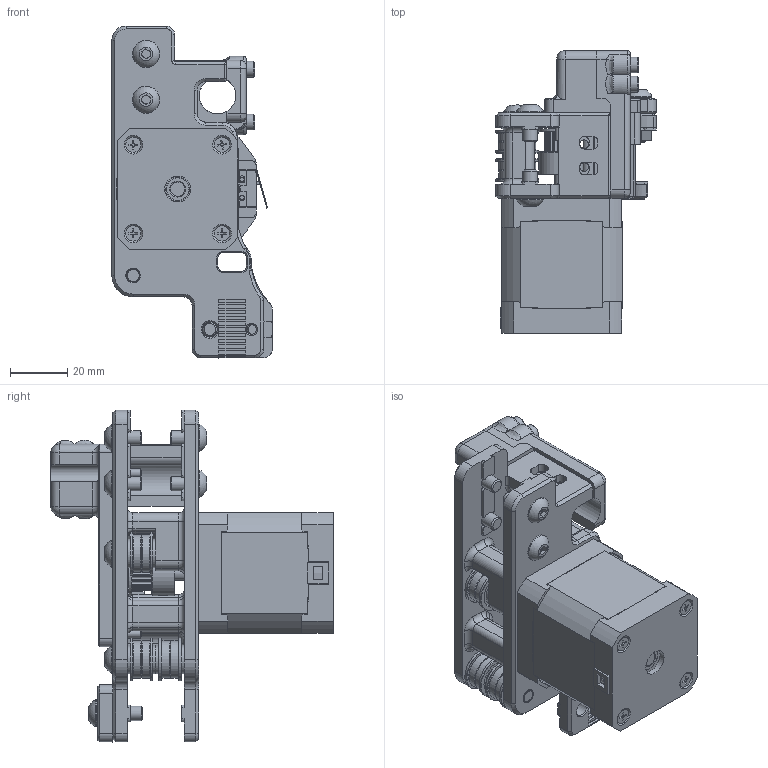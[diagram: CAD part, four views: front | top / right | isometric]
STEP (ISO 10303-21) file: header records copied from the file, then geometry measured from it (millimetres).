
FILE_DESCRIPTION(/* description */ (''),/* implementation_level */ '2;1');
FILE_NAME(/* name */ 'Rear_Umbilical.step',/* time_stamp */ '2022-04-22T06:49:45+02:00',/* author */ (''),/* organization */ (''),/* preprocessor_version */ 'ST-DEVELOPER v18.1',/* originating_system */ 'Autodesk Translation Framework v10.14.0.1471',/* authorisation */ '');
FILE_SCHEMA (('AUTOMOTIVE_DESIGN { 1 0 10303 214 3 1 1 }'));
Products named in the file (22): VORON2.4_Rear_Umbilical; M5x10 BHCS (5); M5x16 BHCS (4); Z Belt Clamp Upper (3); NEMA17 Black (1); A Drive Frame; chain_retainer_bracket; M3 Hext Nut (1); M3x30 SHCS (5); GT2 20T 6mm (1); Idler Assembly (3); Idler Assembly (3)_1; Idler Assembly (3)_2; M5 1mm Spacer (4); F695 ZZ (3); M5x30 BHCS (5); M3 Threaded Insert (1) (6); M3x12 SHCS (1) (2); Rear_Umbilical; M3x10 SHCS (5) (1); Optional Y Endstop Mounting; KW10 Microswitch Endstop
Assembly tree (41 placements, depth 4):
  VORON2.4_Rear_Umbilical
    M5x10 BHCS (5)  x4
    M5x16 BHCS (4)  x2
    Z Belt Clamp Upper (3)
    NEMA17 Black (1)
    A Drive Frame
      chain_retainer_bracket
        M3 Hext Nut (1)  x2
    M5x30 BHCS (5)  x2
    M3x30 SHCS (5)  x3
    GT2 20T 6mm (1)
    Idler Assembly (3)
      M5 1mm Spacer (4)  x2
      F695 ZZ (3)  x2
    Idler Assembly (3)_1
      M5 1mm Spacer (4)  x2
      F695 ZZ (3)  x2
    Idler Assembly (3)_2
      M5 1mm Spacer (4)  x2
      F695 ZZ (3)  x2
    M3 Threaded Insert (1) (6)  x2
    M3x12 SHCS (1) (2)  x2
    Rear_Umbilical
      M3x10 SHCS (5) (1)
    Optional Y Endstop Mounting
      KW10 Microswitch Endstop
Bounding box: 56.05 x 98.7 x 116 mm (x, y, z)
Volume: 126287.1 mm3; surface area: 89715.9 mm2
Topology: 46 solids, 46 shells, 3247 faces, 9581 edges, 6193 vertices
Faces by surface type: plane 1472, cylinder 1167, cone 290, bspline 211, torus 96, sphere 11
Full cylindrical faces by diameter (mm): 0.4 x3, 1.2 x3, 1.5 x2, 2 x1, 2.464 x4, 2.5 x8, 2.9 x2, 2.997 x4, 3 x15, 3.2 x6, 3.4 x5, 3.5 x4, 4.2 x2, 4.25 x2, 4.6 x2, 4.634 x9, 4.7 x6, 4.991 x1, 5 x15, 5.001 x2, 5.12 x11, 5.182 x1, 5.3 x6, 5.4 x18, 5.5 x9, 6 x5, 6.5 x13, 6.7 x1, 6.8 x1, 7.468 x1
Entity records: 105571 total; most frequent: CARTESIAN_POINT 25652, ORIENTED_EDGE 17182, DIRECTION 16760, EDGE_CURVE 8591, AXIS2_PLACEMENT_3D 5971, VERTEX_POINT 5586, LINE 4818, VECTOR 4818
